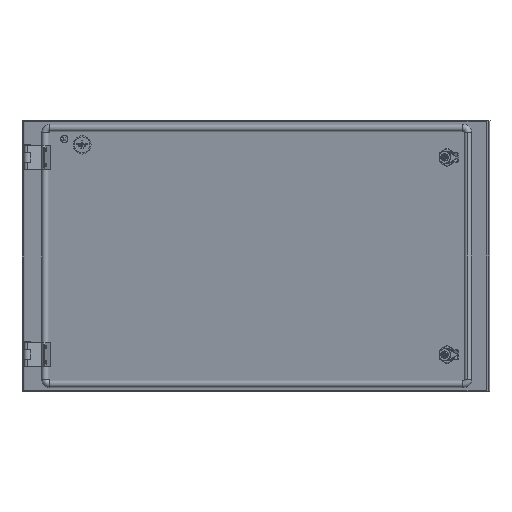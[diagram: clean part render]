
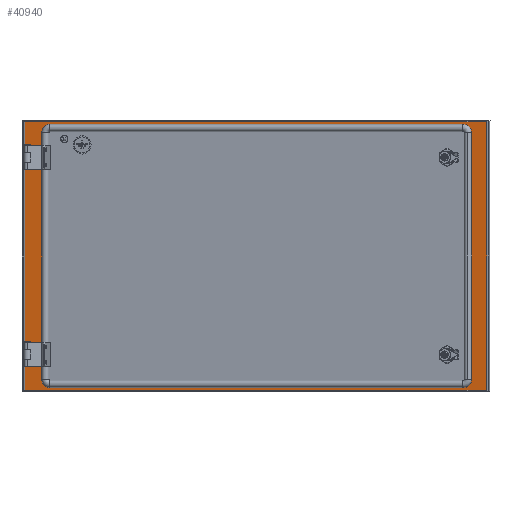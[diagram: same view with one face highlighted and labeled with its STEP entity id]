
A CAD part, left-side view. The second image highlights one B-rep face of the part: STEP entity #40940.
In plain terms, the highlighted planar face has unit normal (-0.966, 0.259, 0).
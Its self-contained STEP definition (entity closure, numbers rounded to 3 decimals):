
#552 = EDGE_CURVE ( 'NONE', #17017, #30750, #29267, .T. ) ;
#686 = CARTESIAN_POINT ( 'NONE',  ( -182.998, -669.263, 228. ) ) ;
#1115 = DIRECTION ( 'NONE',  ( -0.966, 0.259, 0. ) ) ;
#1436 = CIRCLE ( 'NONE', #77610, 0.5 ) ;
#1698 = DIRECTION ( 'NONE',  ( 0., 0., 1. ) ) ;
#1919 = CARTESIAN_POINT ( 'NONE',  ( 9.9, 51.366, 187.5 ) ) ;
#2963 = EDGE_LOOP ( 'NONE', ( #88890, #39865, #38226, #85578, #66917, #37536, #58032, #11557 ) ) ;
#4148 = ORIENTED_EDGE ( 'NONE', *, *, #48001, .F. ) ;
#5636 = CARTESIAN_POINT ( 'NONE',  ( 14.037, 66.822, -196. ) ) ;
#7628 = CIRCLE ( 'NONE', #69635, 14. ) ;
#7695 = ORIENTED_EDGE ( 'NONE', *, *, #53471, .F. ) ;
#9981 = VECTOR ( 'NONE', #57433, 1000. ) ;
#10750 = EDGE_CURVE ( 'NONE', #50288, #79813, #63075, .T. ) ;
#11557 = ORIENTED_EDGE ( 'NONE', *, *, #25474, .F. ) ;
#11559 = AXIS2_PLACEMENT_3D ( 'NONE', #1919, #28481, #103951 ) ;
#11700 = LINE ( 'NONE', #34460, #61140 ) ;
#11996 = VECTOR ( 'NONE', #93436, 1000. ) ;
#12739 = VECTOR ( 'NONE', #39359, 1000. ) ;
#13315 = LINE ( 'NONE', #64381, #12739 ) ;
#14741 = EDGE_CURVE ( 'NONE', #66799, #50288, #13315, .T. ) ;
#15238 = AXIS2_PLACEMENT_3D ( 'NONE', #44357, #34404, #1698 ) ;
#16434 = DIRECTION ( 'NONE',  ( 0.259, 0.966, 0. ) ) ;
#17017 = VERTEX_POINT ( 'NONE', #65771 ) ;
#17909 = CARTESIAN_POINT ( 'NONE',  ( 2.918, 25.285, -192. ) ) ;
#17996 = CARTESIAN_POINT ( 'NONE',  ( -190.497, -697.277, 25. ) ) ;
#18049 = DIRECTION ( 'NONE',  ( -0.966, 0.259, 0. ) ) ;
#19979 = VERTEX_POINT ( 'NONE', #62890 ) ;
#20003 = DIRECTION ( 'NONE',  ( 0., 0., -1. ) ) ;
#21006 = VECTOR ( 'NONE', #20003, 1000. ) ;
#21143 = EDGE_CURVE ( 'NONE', #79813, #23106, #61724, .T. ) ;
#21748 = ORIENTED_EDGE ( 'NONE', *, *, #76047, .T. ) ;
#23106 = VERTEX_POINT ( 'NONE', #75376 ) ;
#24383 = CARTESIAN_POINT ( 'NONE',  ( 6.538, 38.808, 25. ) ) ;
#25444 = DIRECTION ( 'NONE',  ( 0.259, 0.966, 0. ) ) ;
#25474 = EDGE_CURVE ( 'NONE', #30750, #70396, #97800, .T. ) ;
#27955 = CARTESIAN_POINT ( 'NONE',  ( -88.23, -315.227, -196. ) ) ;
#28481 = DIRECTION ( 'NONE',  ( -0.966, 0.259, 0. ) ) ;
#29267 = CIRCLE ( 'NONE', #71832, 14. ) ;
#29601 = CIRCLE ( 'NONE', #95176, 0.5 ) ;
#30675 = DIRECTION ( 'NONE',  ( -0.966, 0.259, 0. ) ) ;
#30750 = VERTEX_POINT ( 'NONE', #17909 ) ;
#31423 = VERTEX_POINT ( 'NONE', #97589 ) ;
#31587 = CARTESIAN_POINT ( 'NONE',  ( -179.378, -655.739, 242. ) ) ;
#31781 = EDGE_CURVE ( 'NONE', #54544, #19979, #62746, .T. ) ;
#33933 = EDGE_LOOP ( 'NONE', ( #64349, #4148 ) ) ;
#34321 = DIRECTION ( 'NONE',  ( 0., 0., 1. ) ) ;
#34404 = DIRECTION ( 'NONE',  ( 0.966, -0.259, 0. ) ) ;
#34460 = CARTESIAN_POINT ( 'NONE',  ( -88.23, -315.227, 246. ) ) ;
#36250 = CARTESIAN_POINT ( 'NONE',  ( 9.9, 51.366, 187.5 ) ) ;
#36507 = EDGE_CURVE ( 'NONE', #56325, #66799, #7628, .T. ) ;
#37173 = VERTEX_POINT ( 'NONE', #47764 ) ;
#37408 = EDGE_CURVE ( 'NONE', #70396, #23106, #91679, .T. ) ;
#37536 = ORIENTED_EDGE ( 'NONE', *, *, #21143, .T. ) ;
#37885 = DIRECTION ( 'NONE',  ( -0.259, -0.966, 0. ) ) ;
#37893 = DIRECTION ( 'NONE',  ( -0.259, -0.966, 0. ) ) ;
#38226 = ORIENTED_EDGE ( 'NONE', *, *, #36507, .T. ) ;
#39359 = DIRECTION ( 'NONE',  ( -0.259, -0.966, 0. ) ) ;
#39865 = ORIENTED_EDGE ( 'NONE', *, *, #68206, .T. ) ;
#40940 = ADVANCED_FACE ( 'NONE', ( #101465, #41553, #59363, #66049 ), #99834, .F. ) ;
#41553 = FACE_BOUND ( 'NONE', #33933, .T. ) ;
#43020 = EDGE_CURVE ( 'NONE', #31423, #70683, #107886, .T. ) ;
#44357 = CARTESIAN_POINT ( 'NONE',  ( -179.378, -655.739, 228. ) ) ;
#44408 = DIRECTION ( 'NONE',  ( 0.259, 0.966, 0. ) ) ;
#45053 = EDGE_LOOP ( 'NONE', ( #63334, #7695 ) ) ;
#46962 = EDGE_CURVE ( 'NONE', #76354, #37173, #1436, .T. ) ;
#47689 = DIRECTION ( 'NONE',  ( -0.966, 0.259, 0. ) ) ;
#47764 = CARTESIAN_POINT ( 'NONE',  ( 10.029, 51.849, -137.5 ) ) ;
#48001 = EDGE_CURVE ( 'NONE', #19979, #54544, #59421, .T. ) ;
#48784 = DIRECTION ( 'NONE',  ( -0.259, -0.966, 0. ) ) ;
#49384 = DIRECTION ( 'NONE',  ( 0.966, -0.259, 0. ) ) ;
#49560 = EDGE_CURVE ( 'NONE', #88226, #57298, #93981, .T. ) ;
#50288 = VERTEX_POINT ( 'NONE', #31587 ) ;
#50656 = VECTOR ( 'NONE', #102879, 1000. ) ;
#53471 = EDGE_CURVE ( 'NONE', #37173, #76354, #29601, .T. ) ;
#53668 = CARTESIAN_POINT ( 'NONE',  ( -179.378, -655.739, -192. ) ) ;
#54544 = VERTEX_POINT ( 'NONE', #59659 ) ;
#56325 = VERTEX_POINT ( 'NONE', #98974 ) ;
#57298 = VERTEX_POINT ( 'NONE', #62045 ) ;
#57433 = DIRECTION ( 'NONE',  ( 0., 0., -1. ) ) ;
#58032 = ORIENTED_EDGE ( 'NONE', *, *, #37408, .F. ) ;
#59363 = FACE_BOUND ( 'NONE', #45053, .T. ) ;
#59421 = CIRCLE ( 'NONE', #11559, 0.5 ) ;
#59659 = CARTESIAN_POINT ( 'NONE',  ( 9.77, 50.883, 187.5 ) ) ;
#61140 = VECTOR ( 'NONE', #44408, 1000. ) ;
#61724 = LINE ( 'NONE', #686, #21006 ) ;
#62045 = CARTESIAN_POINT ( 'NONE',  ( -190.497, -697.277, 246. ) ) ;
#62746 = CIRCLE ( 'NONE', #76905, 0.5 ) ;
#62890 = CARTESIAN_POINT ( 'NONE',  ( 10.029, 51.849, 187.5 ) ) ;
#63075 = CIRCLE ( 'NONE', #15238, 14. ) ;
#63334 = ORIENTED_EDGE ( 'NONE', *, *, #46962, .F. ) ;
#63499 = DIRECTION ( 'NONE',  ( -0.966, 0.259, 0. ) ) ;
#64349 = ORIENTED_EDGE ( 'NONE', *, *, #31781, .F. ) ;
#64381 = CARTESIAN_POINT ( 'NONE',  ( 2.918, 25.285, 242. ) ) ;
#65143 = CARTESIAN_POINT ( 'NONE',  ( 2.918, 25.285, -192. ) ) ;
#65771 = CARTESIAN_POINT ( 'NONE',  ( 6.538, 38.808, -178. ) ) ;
#66049 = FACE_BOUND ( 'NONE', #2963, .T. ) ;
#66593 = CARTESIAN_POINT ( 'NONE',  ( 2.918, 25.285, 228. ) ) ;
#66799 = VERTEX_POINT ( 'NONE', #67219 ) ;
#66917 = ORIENTED_EDGE ( 'NONE', *, *, #10750, .T. ) ;
#67219 = CARTESIAN_POINT ( 'NONE',  ( 2.918, 25.285, 242. ) ) ;
#68206 = EDGE_CURVE ( 'NONE', #17017, #56325, #102010, .T. ) ;
#68268 = DIRECTION ( 'NONE',  ( -0.259, -0.966, 0. ) ) ;
#68739 = VECTOR ( 'NONE', #34321, 1000. ) ;
#69095 = LINE ( 'NONE', #27955, #50656 ) ;
#69635 = AXIS2_PLACEMENT_3D ( 'NONE', #66593, #107596, #25444 ) ;
#70396 = VERTEX_POINT ( 'NONE', #53668 ) ;
#70683 = VERTEX_POINT ( 'NONE', #5636 ) ;
#71832 = AXIS2_PLACEMENT_3D ( 'NONE', #92408, #18049, #16434 ) ;
#72886 = CARTESIAN_POINT ( 'NONE',  ( -179.378, -655.739, -178. ) ) ;
#75376 = CARTESIAN_POINT ( 'NONE',  ( -182.998, -669.263, -178. ) ) ;
#75853 = ORIENTED_EDGE ( 'NONE', *, *, #77686, .T. ) ;
#76047 = EDGE_CURVE ( 'NONE', #70683, #88226, #69095, .T. ) ;
#76354 = VERTEX_POINT ( 'NONE', #79383 ) ;
#76905 = AXIS2_PLACEMENT_3D ( 'NONE', #36250, #63499, #37893 ) ;
#77610 = AXIS2_PLACEMENT_3D ( 'NONE', #89838, #47689, #48784 ) ;
#77686 = EDGE_CURVE ( 'NONE', #57298, #31423, #11700, .T. ) ;
#78320 = EDGE_LOOP ( 'NONE', ( #98593, #21748, #92464, #75853 ) ) ;
#79383 = CARTESIAN_POINT ( 'NONE',  ( 9.77, 50.883, -137.5 ) ) ;
#79813 = VERTEX_POINT ( 'NONE', #88086 ) ;
#84501 = CARTESIAN_POINT ( 'NONE',  ( -190.497, -697.277, -196. ) ) ;
#85578 = ORIENTED_EDGE ( 'NONE', *, *, #14741, .T. ) ;
#87886 = DIRECTION ( 'NONE',  ( 0., 0., -1. ) ) ;
#88086 = CARTESIAN_POINT ( 'NONE',  ( -182.998, -669.263, 228. ) ) ;
#88226 = VERTEX_POINT ( 'NONE', #84501 ) ;
#88890 = ORIENTED_EDGE ( 'NONE', *, *, #552, .F. ) ;
#89838 = CARTESIAN_POINT ( 'NONE',  ( 9.9, 51.366, -137.5 ) ) ;
#91508 = CARTESIAN_POINT ( 'NONE',  ( -88.23, -315.227, 25. ) ) ;
#91679 = CIRCLE ( 'NONE', #105835, 14. ) ;
#91755 = AXIS2_PLACEMENT_3D ( 'NONE', #91508, #49384, #108681 ) ;
#92408 = CARTESIAN_POINT ( 'NONE',  ( 2.918, 25.285, -178. ) ) ;
#92464 = ORIENTED_EDGE ( 'NONE', *, *, #49560, .T. ) ;
#93436 = DIRECTION ( 'NONE',  ( 0., 0., 1. ) ) ;
#93981 = LINE ( 'NONE', #17996, #11996 ) ;
#95176 = AXIS2_PLACEMENT_3D ( 'NONE', #102061, #1115, #68268 ) ;
#97589 = CARTESIAN_POINT ( 'NONE',  ( 14.037, 66.822, 246. ) ) ;
#97800 = LINE ( 'NONE', #65143, #101763 ) ;
#98593 = ORIENTED_EDGE ( 'NONE', *, *, #43020, .T. ) ;
#98974 = CARTESIAN_POINT ( 'NONE',  ( 6.538, 38.808, 228. ) ) ;
#99834 = PLANE ( 'NONE',  #91755 ) ;
#101465 = FACE_OUTER_BOUND ( 'NONE', #78320, .T. ) ;
#101763 = VECTOR ( 'NONE', #37885, 1000. ) ;
#102010 = LINE ( 'NONE', #24383, #68739 ) ;
#102061 = CARTESIAN_POINT ( 'NONE',  ( 9.9, 51.366, -137.5 ) ) ;
#102879 = DIRECTION ( 'NONE',  ( -0.259, -0.966, 0. ) ) ;
#103951 = DIRECTION ( 'NONE',  ( -0.259, -0.966, 0. ) ) ;
#105670 = CARTESIAN_POINT ( 'NONE',  ( 14.037, 66.822, 25. ) ) ;
#105835 = AXIS2_PLACEMENT_3D ( 'NONE', #72886, #30675, #87886 ) ;
#107596 = DIRECTION ( 'NONE',  ( 0.966, -0.259, 0. ) ) ;
#107886 = LINE ( 'NONE', #105670, #9981 ) ;
#108681 = DIRECTION ( 'NONE',  ( 0.259, 0.966, 0. ) ) ;
